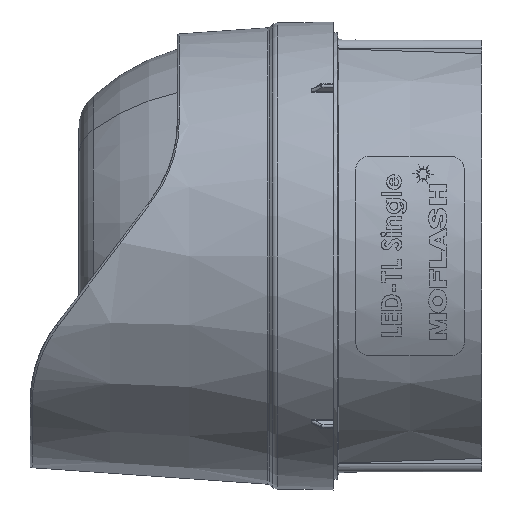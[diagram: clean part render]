
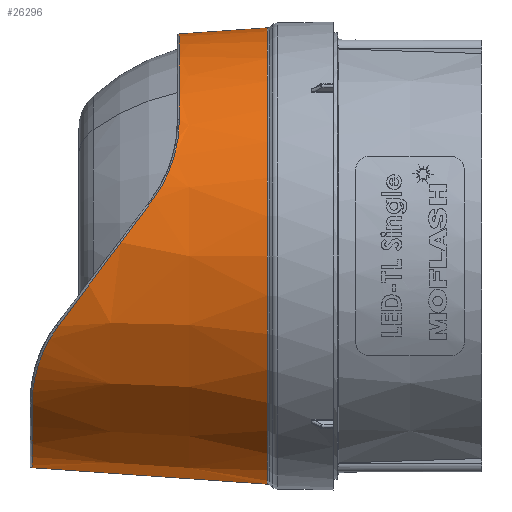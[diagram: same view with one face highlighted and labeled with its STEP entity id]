
A CAD part, left-side view. The second image highlights one B-rep face of the part: STEP entity #26296.
In plain terms, the highlighted conical face has half-angle 4 degrees and reference radius 48.829 mm.
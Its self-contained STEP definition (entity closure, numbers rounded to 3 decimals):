
#504 = VERTEX_POINT ( 'NONE', #22276 ) ;
#675 = CARTESIAN_POINT ( 'NONE',  ( -45.275, 39.736, 16.834 ) ) ;
#818 = CARTESIAN_POINT ( 'NONE',  ( -40.402, 38.792, 24.481 ) ) ;
#1151 = EDGE_CURVE ( 'NONE', #18217, #29354, #30782, .T. ) ;
#1520 = LINE ( 'NONE', #18481, #13722 ) ;
#1548 = AXIS2_PLACEMENT_3D ( 'NONE', #21073, #30020, #18544 ) ;
#1612 = CARTESIAN_POINT ( 'NONE',  ( -50.221, 54.151, -6.366 ) ) ;
#1729 = CARTESIAN_POINT ( 'NONE',  ( -49.895, 56.91, -10.052 ) ) ;
#2375 = AXIS2_PLACEMENT_3D ( 'NONE', #24610, #7174, #36039 ) ;
#2454 = CARTESIAN_POINT ( 'NONE',  ( -36.172, 72.769, -39.895 ) ) ;
#3106 = ORIENTED_EDGE ( 'NONE', *, *, #5249, .T. ) ;
#3558 = CARTESIAN_POINT ( 'NONE',  ( -49.056, 44.69, 6.272 ) ) ;
#3692 = CARTESIAN_POINT ( 'NONE',  ( -48.795, 43.915, 7.391 ) ) ;
#4706 = CARTESIAN_POINT ( 'NONE',  ( -47.469, 65.064, -20.947 ) ) ;
#5249 = EDGE_CURVE ( 'NONE', #29354, #504, #29412, .T. ) ;
#6555 = ORIENTED_EDGE ( 'NONE', *, *, #34021, .T. ) ;
#6577 = CARTESIAN_POINT ( 'NONE',  ( -49.132, 44.963, 5.907 ) ) ;
#7174 = DIRECTION ( 'NONE',  ( 0., -1., 0. ) ) ;
#7454 = CARTESIAN_POINT ( 'NONE',  ( 0., 18.543, 45.623 ) ) ;
#7890 = CARTESIAN_POINT ( 'NONE',  ( -46.516, 66.824, -23.298 ) ) ;
#9773 = CARTESIAN_POINT ( 'NONE',  ( -48.393, 42.958, 8.917 ) ) ;
#10306 = CARTESIAN_POINT ( 'NONE',  ( -49.968, 48.631, 1.008 ) ) ;
#10567 = CARTESIAN_POINT ( 'NONE',  ( -49.098, 60.57, -14.942 ) ) ;
#11292 = CARTESIAN_POINT ( 'NONE',  ( -42.325, 71.233, -31.679 ) ) ;
#11434 = CARTESIAN_POINT ( 'NONE',  ( 0., 73.257, 41.797 ) ) ;
#11527 = AXIS2_PLACEMENT_3D ( 'NONE', #12253, #12401, #17707 ) ;
#12058 = EDGE_LOOP ( 'NONE', ( #33538, #6555, #14980, #18205, #19104, #34898, #3106, #36414 ) ) ;
#12253 = CARTESIAN_POINT ( 'NONE',  ( 0., 73.257, -7.032 ) ) ;
#12401 = DIRECTION ( 'NONE',  ( 0., -1., 0. ) ) ;
#13242 = CARTESIAN_POINT ( 'NONE',  ( -46.516, 66.824, -23.298 ) ) ;
#13722 = VECTOR ( 'NONE', #21387, 1000. ) ;
#13855 = CARTESIAN_POINT ( 'NONE',  ( -45.926, 67.913, -24.754 ) ) ;
#14063 = VERTEX_POINT ( 'NONE', #7454 ) ;
#14096 = CARTESIAN_POINT ( 'NONE',  ( -40.85, 71.948, -34.01 ) ) ;
#14362 = B_SPLINE_CURVE_WITH_KNOTS ( 'NONE', 3,
 ( #7890, #13855, #28587, #36755, #16767, #19774, #11292, #14096, #17015, #34082, #25189, #2454, #31448, #20035 ),
 .UNSPECIFIED., .F., .F.,
 ( 4, 2, 2, 2, 2, 2, 4 ),
 ( 0., 0.006, 0.008, 0.011, 0.017, 0.02, 0.023 ),
 .UNSPECIFIED. ) ;
#14980 = ORIENTED_EDGE ( 'NONE', *, *, #19255, .F. ) ;
#15468 = CARTESIAN_POINT ( 'NONE',  ( -48.973, 44.425, 6.642 ) ) ;
#15891 = DIRECTION ( 'NONE',  ( 0., -1., 0. ) ) ;
#16272 = CARTESIAN_POINT ( 'NONE',  ( -49.642, 46.787, 3.47 ) ) ;
#16767 = CARTESIAN_POINT ( 'NONE',  ( -43.677, 70.334, -29.333 ) ) ;
#17015 = CARTESIAN_POINT ( 'NONE',  ( -39.779, 72.276, -35.528 ) ) ;
#17707 = DIRECTION ( 'NONE',  ( 0., 0., 1. ) ) ;
#17985 = VERTEX_POINT ( 'NONE', #37392 ) ;
#18131 = LINE ( 'NONE', #11434, #32072 ) ;
#18205 = ORIENTED_EDGE ( 'NONE', *, *, #31099, .F. ) ;
#18217 = VERTEX_POINT ( 'NONE', #818 ) ;
#18481 = CARTESIAN_POINT ( 'NONE',  ( 0., 73.257, -55.86 ) ) ;
#18544 = DIRECTION ( 'NONE',  ( 0., 0., -1. ) ) ;
#18772 = AXIS2_PLACEMENT_3D ( 'NONE', #29517, #15891, #28946 ) ;
#19033 = CARTESIAN_POINT ( 'NONE',  ( -49.132, 44.963, 5.907 ) ) ;
#19104 = ORIENTED_EDGE ( 'NONE', *, *, #32851, .T. ) ;
#19164 = CARTESIAN_POINT ( 'NONE',  ( -49.741, 57.832, -11.283 ) ) ;
#19170 = VERTEX_POINT ( 'NONE', #34885 ) ;
#19255 = EDGE_CURVE ( 'NONE', #14063, #20882, #21431, .T. ) ;
#19774 = CARTESIAN_POINT ( 'NONE',  ( -42.796, 70.957, -30.891 ) ) ;
#20035 = CARTESIAN_POINT ( 'NONE',  ( -34.855, 72.792, -41.274 ) ) ;
#20523 = CARTESIAN_POINT ( 'NONE',  ( -34.855, 72.792, -41.274 ) ) ;
#20882 = VERTEX_POINT ( 'NONE', #21600 ) ;
#20905 = CARTESIAN_POINT ( 'NONE',  ( -43.985, 39.233, 19.206 ) ) ;
#21026 = CARTESIAN_POINT ( 'NONE',  ( -40.402, 38.792, 24.481 ) ) ;
#21073 = CARTESIAN_POINT ( 'NONE',  ( 0., 72.792, -7.032 ) ) ;
#21387 = DIRECTION ( 'NONE',  ( 0., -0.998, -0.07 ) ) ;
#21411 = CARTESIAN_POINT ( 'NONE',  ( -45.675, 39.952, 16.026 ) ) ;
#21431 = CIRCLE ( 'NONE', #2375, 52.655 ) ;
#21600 = CARTESIAN_POINT ( 'NONE',  ( 0., 18.543, -59.686 ) ) ;
#22197 = CARTESIAN_POINT ( 'NONE',  ( -48.229, 63.28, -18.564 ) ) ;
#22276 = CARTESIAN_POINT ( 'NONE',  ( -46.516, 66.824, -23.298 ) ) ;
#23519 = VERTEX_POINT ( 'NONE', #20523 ) ;
#23662 = CARTESIAN_POINT ( 'NONE',  ( -46.781, 40.704, 13.617 ) ) ;
#24022 = CARTESIAN_POINT ( 'NONE',  ( -42.574, 38.894, 21.524 ) ) ;
#24154 = CARTESIAN_POINT ( 'NONE',  ( -41.537, 38.792, 23.026 ) ) ;
#24610 = CARTESIAN_POINT ( 'NONE',  ( 0., 18.543, -7.032 ) ) ;
#25189 = CARTESIAN_POINT ( 'NONE',  ( -37.43, 72.67, -38.467 ) ) ;
#25244 = CIRCLE ( 'NONE', #18772, 51.239 ) ;
#26296 = ADVANCED_FACE ( 'NONE', ( #26440 ), #35861, .T. ) ;
#26440 = FACE_OUTER_BOUND ( 'NONE', #12058, .T. ) ;
#27063 = CARTESIAN_POINT ( 'NONE',  ( -47.398, 41.342, 12.029 ) ) ;
#27076 = EDGE_CURVE ( 'NONE', #23519, #19170, #32157, .T. ) ;
#28105 = CARTESIAN_POINT ( 'NONE',  ( -50.256, 52.311, -3.908 ) ) ;
#28587 = CARTESIAN_POINT ( 'NONE',  ( -45.253, 68.832, -26.259 ) ) ;
#28946 = DIRECTION ( 'NONE',  ( 0., 0., -1. ) ) ;
#29354 = VERTEX_POINT ( 'NONE', #37248 ) ;
#29412 = B_SPLINE_CURVE_WITH_KNOTS ( 'NONE', 3,
 ( #19033, #16272, #10306, #28105, #1612, #1729, #19164, #36385, #10567, #22197, #4706, #13242 ),
 .UNSPECIFIED., .F., .F.,
 ( 4, 2, 2, 2, 2, 4 ),
 ( 0., 0.009, 0.019, 0.023, 0.028, 0.037 ),
 .UNSPECIFIED. ) ;
#29484 = CARTESIAN_POINT ( 'NONE',  ( -48.164, 42.526, 9.689 ) ) ;
#29517 = CARTESIAN_POINT ( 'NONE',  ( 0., 38.792, -7.032 ) ) ;
#30020 = DIRECTION ( 'NONE',  ( 0., -1., 0. ) ) ;
#30782 = B_SPLINE_CURVE_WITH_KNOTS ( 'NONE', 3,
 ( #21026, #24154, #24022, #20905, #32437, #675, #21411, #23662, #27063, #29484, #9773, #35221, #3692, #15468, #3558, #6577 ),
 .UNSPECIFIED., .F., .F.,
 ( 4, 2, 2, 2, 2, 2, 2, 4 ),
 ( 0., 0.005, 0.008, 0.011, 0.016, 0.019, 0.021, 0.022 ),
 .UNSPECIFIED. ) ;
#31050 = EDGE_CURVE ( 'NONE', #504, #23519, #14362, .T. ) ;
#31099 = EDGE_CURVE ( 'NONE', #17985, #14063, #18131, .T. ) ;
#31448 = CARTESIAN_POINT ( 'NONE',  ( -35.523, 72.792, -40.594 ) ) ;
#32072 = VECTOR ( 'NONE', #34566, 1000. ) ;
#32157 = CIRCLE ( 'NONE', #1548, 48.861 ) ;
#32437 = CARTESIAN_POINT ( 'NONE',  ( -44.431, 39.377, 18.422 ) ) ;
#32851 = EDGE_CURVE ( 'NONE', #17985, #18217, #25244, .T. ) ;
#33538 = ORIENTED_EDGE ( 'NONE', *, *, #27076, .T. ) ;
#34021 = EDGE_CURVE ( 'NONE', #19170, #20882, #1520, .T. ) ;
#34082 = CARTESIAN_POINT ( 'NONE',  ( -38.034, 72.593, -37.741 ) ) ;
#34566 = DIRECTION ( 'NONE',  ( 0., -0.998, 0.07 ) ) ;
#34885 = CARTESIAN_POINT ( 'NONE',  ( 0., 72.792, -55.893 ) ) ;
#34898 = ORIENTED_EDGE ( 'NONE', *, *, #1151, .T. ) ;
#35221 = CARTESIAN_POINT ( 'NONE',  ( -48.699, 43.668, 7.771 ) ) ;
#35861 = CONICAL_SURFACE ( 'NONE', #11527, 48.829, 0.07 ) ;
#36039 = DIRECTION ( 'NONE',  ( 0., 0., 1. ) ) ;
#36385 = CARTESIAN_POINT ( 'NONE',  ( -49.342, 59.661, -13.728 ) ) ;
#36414 = ORIENTED_EDGE ( 'NONE', *, *, #31050, .T. ) ;
#36755 = CARTESIAN_POINT ( 'NONE',  ( -44.09, 69.987, -28.559 ) ) ;
#37248 = CARTESIAN_POINT ( 'NONE',  ( -49.132, 44.963, 5.907 ) ) ;
#37392 = CARTESIAN_POINT ( 'NONE',  ( 0., 38.792, 44.207 ) ) ;
